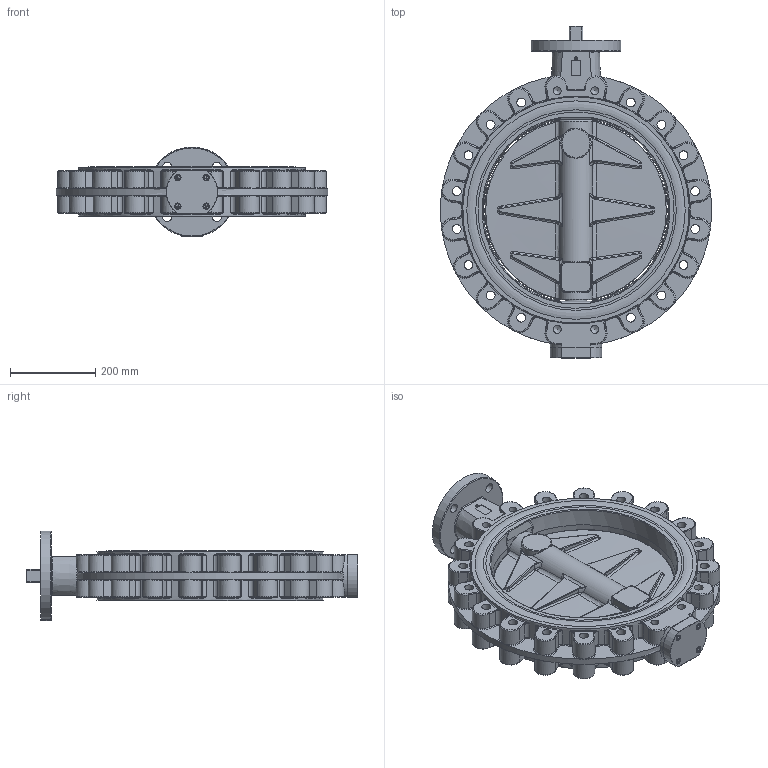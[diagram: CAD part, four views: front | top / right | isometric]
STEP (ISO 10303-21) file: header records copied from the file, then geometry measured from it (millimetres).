
FILE_DESCRIPTION(/* description */ (''),/* implementation_level */ '2;1');
FILE_NAME(/* name */ 'Z014-A DN450 PN10.stp',/* time_stamp */ '2018-02-14T08:08:42+01:00',/* author */ ('hellwig'),/* organization */ (''),/* preprocessor_version */ 'ST-DEVELOPER v16.5',/* originating_system */ 'Autodesk Inventor 2017',/* authorisation */ '');
FILE_SCHEMA (('AUTOMOTIVE_DESIGN { 1 0 10303 214 3 1 1 }'));
Length unit declared in the file: millimetre
Products named in the file (1): M7994
Bounding box: 634.46 x 776.9 x 209.82 mm (x, y, z)
Volume: 18652965.8 mm3; surface area: 1714710.8 mm2
Topology: 1 solids, 19 shells, 2375 faces, 5955 edges, 3455 vertices
Faces by surface type: plane 675, bspline 629, cylinder 557, torus 400, cone 72, sphere 42
Full cylindrical faces by diameter (mm): 6.647 x2, 8 x4, 9 x4, 13 x4, 15 x4, 18.752 x8, 20.752 x16, 22 x4, 28 x1, 38 x2, 38.1 x1, 42 x1, 45 x1, 45.1 x1, 50 x8, 50.1 x4, 50.2 x6, 50.5 x2, 56 x3, 57.2 x1, 58 x2, 58.8 x2, 60 x1, 60.2 x1, 61.9 x2, 62 x4, 69.5 x2, 70 x3, 72 x1, 77 x1
Entity records: 89040 total; most frequent: CARTESIAN_POINT 34978, ORIENTED_EDGE 10944, DIRECTION 10179, EDGE_CURVE 5469, AXIS2_PLACEMENT_3D 4147, VERTEX_POINT 3361, EDGE_LOOP 2710, STYLED_ITEM 2376
